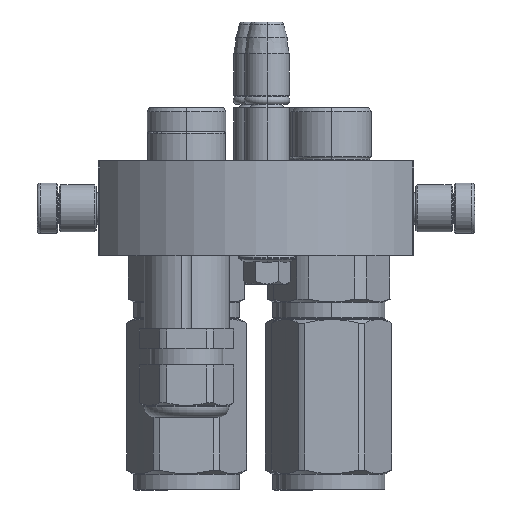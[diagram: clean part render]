
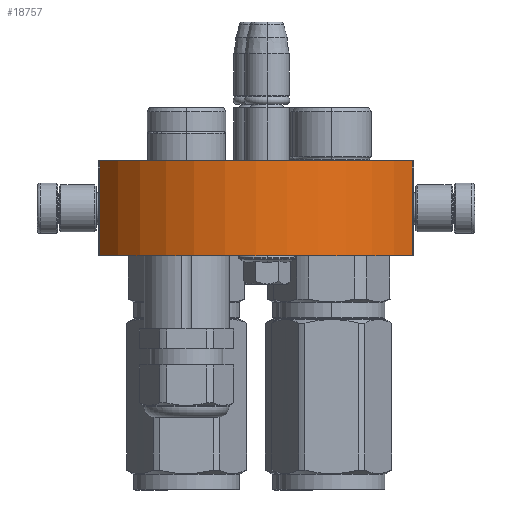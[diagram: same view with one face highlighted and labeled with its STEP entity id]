
A CAD part, left-side view. The second image highlights one B-rep face of the part: STEP entity #18757.
In plain terms, the highlighted cylindrical face has radius 57.25 mm (diameter 114.5 mm), a partial arc.
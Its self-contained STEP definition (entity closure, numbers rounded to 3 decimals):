
#156 = AXIS2_PLACEMENT_3D ( 'NONE', #46424, #50410, #43671 ) ;
#479 = VERTEX_POINT ( 'NONE', #48373 ) ;
#7163 = DIRECTION ( 'NONE',  ( 1., 0., 0. ) ) ;
#8546 = ORIENTED_EDGE ( 'NONE', *, *, #28678, .T. ) ;
#10376 = VECTOR ( 'NONE', #44889, 1000. ) ;
#12616 = VERTEX_POINT ( 'NONE', #26157 ) ;
#14095 = LINE ( 'NONE', #33684, #10376 ) ;
#14566 = CYLINDRICAL_SURFACE ( 'NONE', #32289, 57.25 ) ;
#16765 = CIRCLE ( 'NONE', #22980, 57.25 ) ;
#17053 = EDGE_CURVE ( 'NONE', #20735, #50212, #14095, .T. ) ;
#18757 = ADVANCED_FACE ( 'NONE', ( #36030 ), #14566, .T. ) ;
#19985 = DIRECTION ( 'NONE',  ( 0., 1., 0. ) ) ;
#20726 = ORIENTED_EDGE ( 'NONE', *, *, #22266, .F. ) ;
#20735 = VERTEX_POINT ( 'NONE', #40991 ) ;
#22266 = EDGE_CURVE ( 'NONE', #12616, #479, #44819, .T. ) ;
#22276 = CARTESIAN_POINT ( 'NONE',  ( 0., 30., 0. ) ) ;
#22980 = AXIS2_PLACEMENT_3D ( 'NONE', #22276, #25873, #41219 ) ;
#23454 = CARTESIAN_POINT ( 'NONE',  ( 0., 0., 0. ) ) ;
#25873 = DIRECTION ( 'NONE',  ( 0., 1., 0. ) ) ;
#26157 = CARTESIAN_POINT ( 'NONE',  ( 49.5, 0., -28.763 ) ) ;
#27238 = DIRECTION ( 'NONE',  ( 0., -1., 0. ) ) ;
#27883 = CARTESIAN_POINT ( 'NONE',  ( 49.5, 0., -28.763 ) ) ;
#28425 = CIRCLE ( 'NONE', #156, 57.25 ) ;
#28678 = EDGE_CURVE ( 'NONE', #12616, #20735, #28425, .T. ) ;
#29027 = EDGE_LOOP ( 'NONE', ( #49611, #20726, #8546, #29802 ) ) ;
#29802 = ORIENTED_EDGE ( 'NONE', *, *, #17053, .T. ) ;
#32289 = AXIS2_PLACEMENT_3D ( 'NONE', #23454, #27238, #7163 ) ;
#33684 = CARTESIAN_POINT ( 'NONE',  ( -49.5, 0., -28.763 ) ) ;
#34352 = VECTOR ( 'NONE', #19985, 1000. ) ;
#36030 = FACE_OUTER_BOUND ( 'NONE', #29027, .T. ) ;
#39071 = CARTESIAN_POINT ( 'NONE',  ( -49.5, 30., -28.763 ) ) ;
#39391 = EDGE_CURVE ( 'NONE', #479, #50212, #16765, .T. ) ;
#40991 = CARTESIAN_POINT ( 'NONE',  ( -49.5, 0., -28.763 ) ) ;
#41219 = DIRECTION ( 'NONE',  ( 0.865, 0., -0.502 ) ) ;
#43671 = DIRECTION ( 'NONE',  ( 0.865, 0., -0.502 ) ) ;
#44819 = LINE ( 'NONE', #27883, #34352 ) ;
#44889 = DIRECTION ( 'NONE',  ( 0., 1., 0. ) ) ;
#46424 = CARTESIAN_POINT ( 'NONE',  ( 0., 0., 0. ) ) ;
#48373 = CARTESIAN_POINT ( 'NONE',  ( 49.5, 30., -28.763 ) ) ;
#49611 = ORIENTED_EDGE ( 'NONE', *, *, #39391, .F. ) ;
#50212 = VERTEX_POINT ( 'NONE', #39071 ) ;
#50410 = DIRECTION ( 'NONE',  ( 0., 1., 0. ) ) ;
